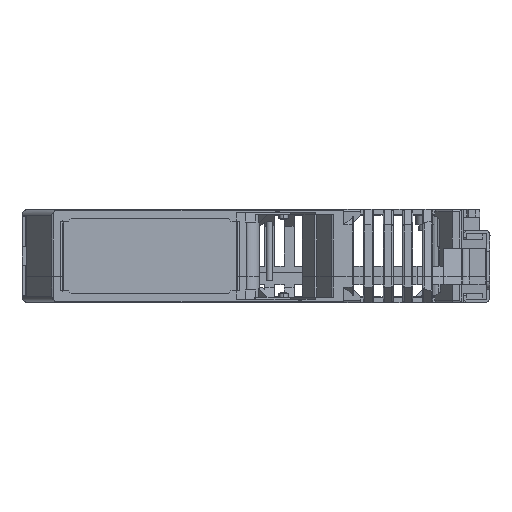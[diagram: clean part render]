
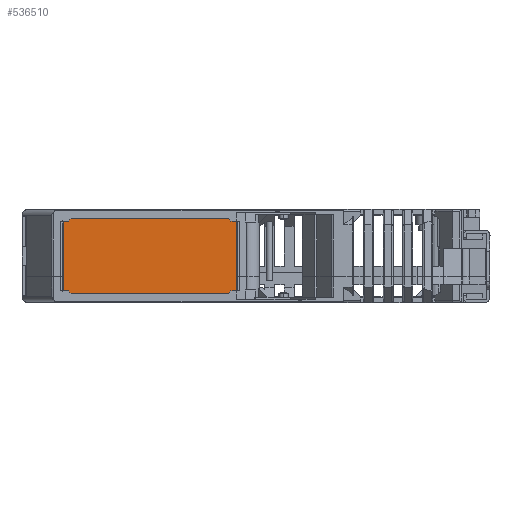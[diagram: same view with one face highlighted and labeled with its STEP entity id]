
A CAD part, left-side view. The second image highlights one B-rep face of the part: STEP entity #536510.
In plain terms, the highlighted face is planar.
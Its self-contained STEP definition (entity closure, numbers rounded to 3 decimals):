
#534490=CARTESIAN_POINT('',(8.749,92.56,0.));
#534500=DIRECTION('',(0.,0.,-1.));
#534510=VECTOR('',#534500,1.);
#534520=LINE('',#534490,#534510);
#534530=CARTESIAN_POINT('',(8.749,92.56,
0.75));
#534540=VERTEX_POINT('',#534530);
#534550=CARTESIAN_POINT('',(8.749,92.56,-18.45));
#534560=VERTEX_POINT('',#534550);
#534570=EDGE_CURVE('',#534540,#534560,#534520,.T.);
#535030=CARTESIAN_POINT('',(8.749,134.56,-18.45));
#535040=VERTEX_POINT('',#535030);
#535070=CARTESIAN_POINT('',(8.749,134.56,0.));
#535080=DIRECTION('',(0.,0.,-1.));
#535090=VECTOR('',#535080,1.);
#535100=LINE('',#535070,#535090);
#535110=CARTESIAN_POINT('',(8.749,134.56,
0.75));
#535120=VERTEX_POINT('',#535110);
#535130=EDGE_CURVE('',#535120,#535040,#535100,.T.);
#536120=CARTESIAN_POINT('',(8.749,0.,0.75));
#536130=DIRECTION('',(0.,1.,0.));
#536140=VECTOR('',#536130,1.);
#536150=LINE('',#536120,#536140);
#536160=EDGE_CURVE('',#534540,#535120,#536150,.T.);
#536300=CARTESIAN_POINT('',(8.749,0.,-18.45));
#536310=DIRECTION('',(0.,-1.,0.));
#536320=VECTOR('',#536310,1.);
#536330=LINE('',#536300,#536320);
#536340=EDGE_CURVE('',#535040,#534560,#536330,.T.);
#536400=CARTESIAN_POINT('',(8.749,103.311,
-19.87));
#536410=DIRECTION('',(-1.,0.,0.));
#536420=DIRECTION('',(0.,1.,0.));
#536430=AXIS2_PLACEMENT_3D('',#536400,#536410,#536420);
#536440=PLANE('',#536430);
#536450=ORIENTED_EDGE('',*,*,#535130,.F.);
#536460=ORIENTED_EDGE('',*,*,#536340,.F.);
#536470=ORIENTED_EDGE('',*,*,#534570,.T.);
#536480=ORIENTED_EDGE('',*,*,#536160,.F.);
#536490=EDGE_LOOP('',(#536480,#536470,#536460,#536450));
#536500=FACE_OUTER_BOUND('',#536490,.T.);
#536510=ADVANCED_FACE('',(#536500),#536440,.F.);
